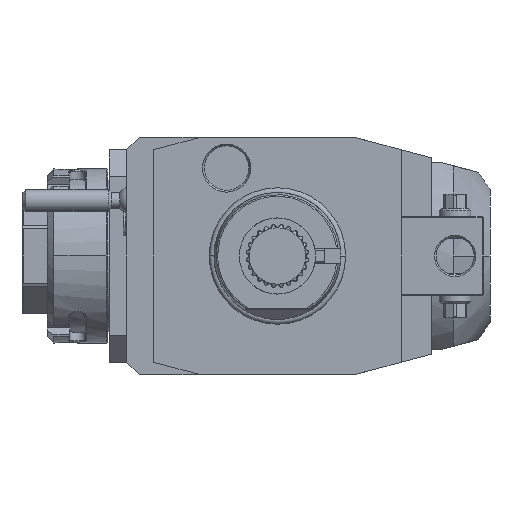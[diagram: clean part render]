
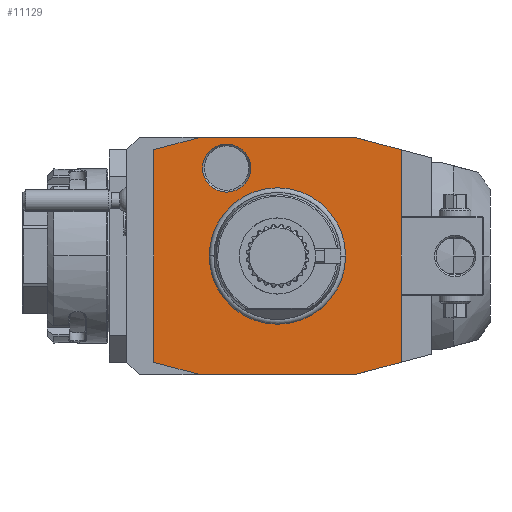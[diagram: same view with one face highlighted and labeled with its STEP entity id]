
A CAD part, front view. The second image highlights one B-rep face of the part: STEP entity #11129.
In plain terms, the highlighted planar face has unit normal (0, -1, 0).
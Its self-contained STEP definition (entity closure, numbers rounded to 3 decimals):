
#1=DIRECTION('',(-1.,0.,0.));
#2=VECTOR('',#1,48.);
#3=CARTESIAN_POINT('',(24.,0.,37.5));
#4=LINE('',#3,#2);
#5=DIRECTION('',(-0.966,0.,0.259));
#6=VECTOR('',#5,15.529);
#7=CARTESIAN_POINT('',(39.,0.,33.481));
#8=LINE('',#7,#6);
#9=DIRECTION('',(0.,0.,1.));
#10=VECTOR('',#9,66.962);
#11=CARTESIAN_POINT('',(39.,0.,-33.481));
#12=LINE('',#11,#10);
#13=DIRECTION('',(0.966,0.,0.259));
#14=VECTOR('',#13,15.529);
#15=CARTESIAN_POINT('',(24.,0.,-37.5));
#16=LINE('',#15,#14);
#17=DIRECTION('',(1.,0.,0.));
#18=VECTOR('',#17,48.);
#19=CARTESIAN_POINT('',(-24.,0.,-37.5));
#20=LINE('',#19,#18);
#21=DIRECTION('',(0.966,0.,-0.259));
#22=VECTOR('',#21,15.529);
#23=CARTESIAN_POINT('',(-39.,0.,-33.481));
#24=LINE('',#23,#22);
#25=DIRECTION('',(0.,0.,-1.));
#26=VECTOR('',#25,66.962);
#27=CARTESIAN_POINT('',(-39.,0.,33.481));
#28=LINE('',#27,#26);
#29=DIRECTION('',(-0.966,0.,-0.259));
#30=VECTOR('',#29,15.529);
#31=CARTESIAN_POINT('',(-24.,0.,37.5));
#32=LINE('',#31,#30);
#33=CARTESIAN_POINT('',(-16.,0.,27.713));
#34=DIRECTION('',(0.,1.,0.));
#35=DIRECTION('',(-1.,0.,0.));
#36=AXIS2_PLACEMENT_3D('',#33,#34,#35);
#38=CARTESIAN_POINT('',(-16.,0.,27.713));
#39=DIRECTION('',(0.,1.,0.));
#40=DIRECTION('',(1.,0.,0.));
#41=AXIS2_PLACEMENT_3D('',#38,#39,#40);
#4981=CARTESIAN_POINT('',(0.,0.,0.));
#4982=DIRECTION('',(0.,1.,0.));
#4983=DIRECTION('',(-1.,0.,0.));
#4984=AXIS2_PLACEMENT_3D('',#4981,#4982,#4983);
#4986=CARTESIAN_POINT('',(0.,0.,0.));
#4987=DIRECTION('',(0.,1.,0.));
#4988=DIRECTION('',(1.,0.,0.));
#4989=AXIS2_PLACEMENT_3D('',#4986,#4987,#4988);
#9850=CARTESIAN_POINT('',(-23.577,0.,
27.713));
#9851=CARTESIAN_POINT('',(-8.423,0.,
27.713));
#9852=VERTEX_POINT('',#9850);
#9853=VERTEX_POINT('',#9851);
#10726=CARTESIAN_POINT('',(24.,0.,37.5));
#10727=CARTESIAN_POINT('',(-24.,0.,37.5));
#10728=VERTEX_POINT('',#10726);
#10729=VERTEX_POINT('',#10727);
#10730=CARTESIAN_POINT('',(39.,0.,-33.481));
#10731=CARTESIAN_POINT('',(39.,0.,33.481));
#10732=VERTEX_POINT('',#10730);
#10733=VERTEX_POINT('',#10731);
#10734=CARTESIAN_POINT('',(-39.,0.,-33.481));
#10735=CARTESIAN_POINT('',(-24.,0.,-37.5));
#10736=VERTEX_POINT('',#10734);
#10737=VERTEX_POINT('',#10735);
#10738=CARTESIAN_POINT('',(-39.,0.,33.481));
#10739=VERTEX_POINT('',#10738);
#10764=CARTESIAN_POINT('',(24.,0.,-37.5));
#10765=VERTEX_POINT('',#10764);
#10998=CARTESIAN_POINT('',(-21.137,0.,0.));
#10999=CARTESIAN_POINT('',(21.137,0.,0.));
#11000=VERTEX_POINT('',#10998);
#11001=VERTEX_POINT('',#10999);
#11094=CARTESIAN_POINT('',(0.,0.,0.));
#11095=DIRECTION('',(0.,-1.,0.));
#11096=DIRECTION('',(-1.,0.,0.));
#11097=AXIS2_PLACEMENT_3D('',#11094,#11095,#11096);
#11098=PLANE('',#11097);
#11100=ORIENTED_EDGE('',*,*,#11099,.F.);
#11102=ORIENTED_EDGE('',*,*,#11101,.F.);
#11104=ORIENTED_EDGE('',*,*,#11103,.F.);
#11106=ORIENTED_EDGE('',*,*,#11105,.F.);
#11108=ORIENTED_EDGE('',*,*,#11107,.F.);
#11110=ORIENTED_EDGE('',*,*,#11109,.F.);
#11112=ORIENTED_EDGE('',*,*,#11111,.F.);
#11114=ORIENTED_EDGE('',*,*,#11113,.F.);
#11115=EDGE_LOOP('',(#11100,#11102,#11104,#11106,#11108,#11110,#11112,#11114));
#11116=FACE_OUTER_BOUND('',#11115,.F.);
#11118=ORIENTED_EDGE('',*,*,#11117,.F.);
#11120=ORIENTED_EDGE('',*,*,#11119,.F.);
#11121=EDGE_LOOP('',(#11118,#11120));
#11122=FACE_BOUND('',#11121,.F.);
#11124=ORIENTED_EDGE('',*,*,#11123,.F.);
#11126=ORIENTED_EDGE('',*,*,#11125,.F.);
#11127=EDGE_LOOP('',(#11124,#11126));
#11128=FACE_BOUND('',#11127,.F.);
#37=CIRCLE('',#36,7.577);
#42=CIRCLE('',#41,7.577);
#4985=CIRCLE('',#4984,21.137);
#4990=CIRCLE('',#4989,21.137);
#11099=EDGE_CURVE('',#10728,#10729,#4,.T.);
#11101=EDGE_CURVE('',#10733,#10728,#8,.T.);
#11103=EDGE_CURVE('',#10732,#10733,#12,.T.);
#11105=EDGE_CURVE('',#10765,#10732,#16,.T.);
#11107=EDGE_CURVE('',#10737,#10765,#20,.T.);
#11109=EDGE_CURVE('',#10736,#10737,#24,.T.);
#11111=EDGE_CURVE('',#10739,#10736,#28,.T.);
#11113=EDGE_CURVE('',#10729,#10739,#32,.T.);
#11117=EDGE_CURVE('',#11000,#11001,#4985,.T.);
#11119=EDGE_CURVE('',#11001,#11000,#4990,.T.);
#11123=EDGE_CURVE('',#9852,#9853,#37,.T.);
#11125=EDGE_CURVE('',#9853,#9852,#42,.T.);
#11129=ADVANCED_FACE('',(#11116,#11122,#11128),#11098,.T.);
